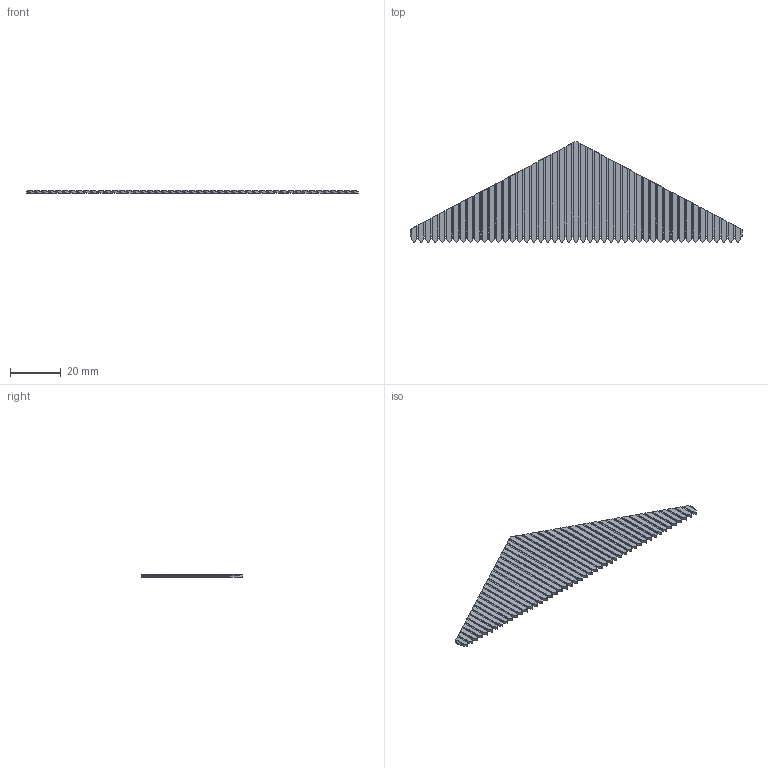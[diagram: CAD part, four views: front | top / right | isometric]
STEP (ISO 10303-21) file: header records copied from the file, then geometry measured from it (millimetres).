
FILE_DESCRIPTION(/* description */ (''),/* implementation_level */ '2;1');
FILE_NAME(/* name */ 'NKP depot Bellevue gable panel v12.step',/* time_stamp */ '2024-02-05T21:59:19-05:00',/* author */ (''),/* organization */ (''),/* preprocessor_version */ 'ST-DEVELOPER v20',/* originating_system */ 'Autodesk Translation Framework v12.20.1.177',/* authorisation */ '');
FILE_SCHEMA (('AUTOMOTIVE_DESIGN { 1 0 10303 214 3 1 1 }'));
Length unit declared in the file: inch
Products named in the file (2): NKP depot Bellevue gable panel; vertical board
Assembly tree (1 placements, depth 2):
  NKP depot Bellevue gable panel
    vertical board
Bounding box: 130.61 x 39.93 x 1.02 mm (x, y, z)
Volume: 2669.2 mm3; surface area: 6405.7 mm2
Topology: 1 solids, 1 shells, 667 faces, 1995 edges, 1330 vertices
Faces by surface type: plane 382, cylinder 285
Entity records: 23722 total; most frequent: CARTESIAN_POINT 5217, ORIENTED_EDGE 3990, DIRECTION 3905, EDGE_CURVE 1995, AXIS2_PLACEMENT_3D 1334, VERTEX_POINT 1330, LINE 1237, VECTOR 1237
